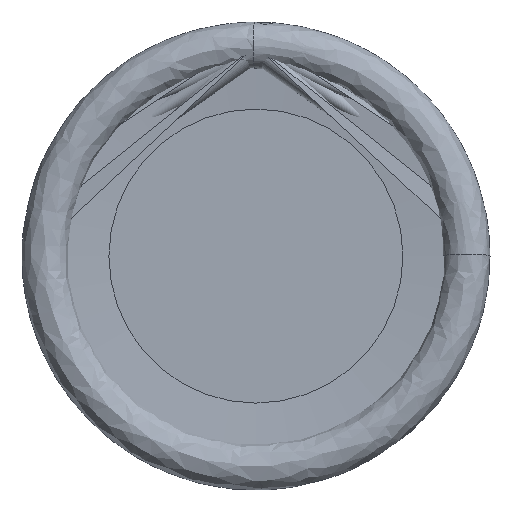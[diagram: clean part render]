
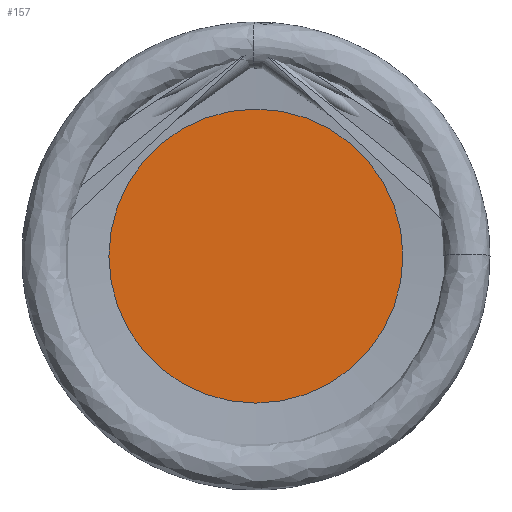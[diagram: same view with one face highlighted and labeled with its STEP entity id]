
A CAD part, left-side view. The second image highlights one B-rep face of the part: STEP entity #157.
In plain terms, the highlighted planar face has unit normal (-1, 0, 0).
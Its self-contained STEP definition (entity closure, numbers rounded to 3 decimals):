
#51=PLANE('',#291);
#53=FACE_OUTER_BOUND('',#201,.T.);
#157=ADVANCED_FACE('',(#53),#51,.F.);
#201=EDGE_LOOP('',(#227));
#227=ORIENTED_EDGE('',*,*,#262,.T.);
#249=VERTEX_POINT('',#533);
#262=EDGE_CURVE('',#249,#249,#275,.T.);
#275=CIRCLE('',#289,50.239);
#289=AXIS2_PLACEMENT_3D('',#532,#320,#321);
#291=AXIS2_PLACEMENT_3D('',#535,#324,#325);
#320=DIRECTION('',(-1.,0.,0.));
#321=DIRECTION('',(0.,0.,1.));
#324=DIRECTION('',(1.,0.,0.));
#325=DIRECTION('',(0.,0.,-1.));
#532=CARTESIAN_POINT('',(7.846,0.,0.));
#533=CARTESIAN_POINT('',(7.846,0.,50.239));
#535=CARTESIAN_POINT('',(7.846,50.239,0.));
